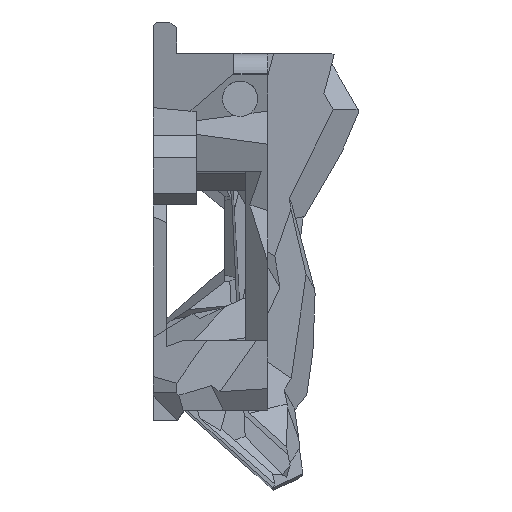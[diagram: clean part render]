
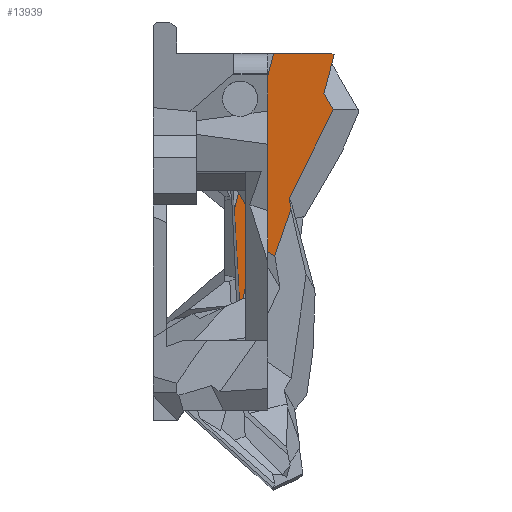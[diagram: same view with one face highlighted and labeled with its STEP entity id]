
A CAD part, left-side view. The second image highlights one B-rep face of the part: STEP entity #13939.
In plain terms, the highlighted planar face has unit normal (-0.997, 0.052, -0.056).
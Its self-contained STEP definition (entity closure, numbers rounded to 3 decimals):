
#257 = EDGE_CURVE ( 'NONE', #5723, #12113, #4923, .T. ) ;
#340 = VECTOR ( 'NONE', #8797, 1000. ) ;
#347 = LINE ( 'NONE', #15123, #13189 ) ;
#482 = LINE ( 'NONE', #1600, #12838 ) ;
#507 = DIRECTION ( 'NONE',  ( 0.022, -0.502, -0.865 ) ) ;
#623 = CARTESIAN_POINT ( 'NONE',  ( 25.02, -8.507, 61.327 ) ) ;
#758 = FACE_OUTER_BOUND ( 'NONE', #12572, .T. ) ;
#1106 = CARTESIAN_POINT ( 'NONE',  ( 26.64, 0.783, 41.095 ) ) ;
#1237 = ORIENTED_EDGE ( 'NONE', *, *, #2486, .F. ) ;
#1387 = VERTEX_POINT ( 'NONE', #12661 ) ;
#1423 = CARTESIAN_POINT ( 'NONE',  ( 25.026, -8.2, 61.5 ) ) ;
#1500 = VECTOR ( 'NONE', #1960, 1000. ) ;
#1600 = CARTESIAN_POINT ( 'NONE',  ( 27.635, 3.338, 25.731 ) ) ;
#1647 = DIRECTION ( 'NONE',  ( 0.07, 0.326, -0.943 ) ) ;
#1795 = CARTESIAN_POINT ( 'NONE',  ( 26.854, -0.924, 35.684 ) ) ;
#1960 = DIRECTION ( 'NONE',  ( 0.073, 0.444, -0.893 ) ) ;
#1961 = DIRECTION ( 'NONE',  ( 0.018, 0.871, 0.49 ) ) ;
#2220 = LINE ( 'NONE', #1106, #14669 ) ;
#2486 = EDGE_CURVE ( 'NONE', #1387, #16564, #7177, .T. ) ;
#2905 = EDGE_CURVE ( 'NONE', #14925, #5723, #482, .T. ) ;
#2965 = CARTESIAN_POINT ( 'NONE',  ( 26.346, -2.78, 43.009 ) ) ;
#3181 = LINE ( 'NONE', #4400, #7157 ) ;
#3519 = LINE ( 'NONE', #7679, #340 ) ;
#3780 = ORIENTED_EDGE ( 'NONE', *, *, #5067, .T. ) ;
#4258 = LINE ( 'NONE', #10559, #5240 ) ;
#4400 = CARTESIAN_POINT ( 'NONE',  ( 25.358, -6.998, 56.699 ) ) ;
#4664 = CARTESIAN_POINT ( 'NONE',  ( 24.901, -14.261, 58.09 ) ) ;
#4793 = DIRECTION ( 'NONE',  ( 0.048, -0.143, -0.989 ) ) ;
#4843 = DIRECTION ( 'NONE',  ( 0., -0.731, -0.682 ) ) ;
#4923 = LINE ( 'NONE', #6396, #13309 ) ;
#5004 = CARTESIAN_POINT ( 'NONE',  ( 25.873, -3.598, 50.688 ) ) ;
#5067 = EDGE_CURVE ( 'NONE', #7149, #13757, #347, .T. ) ;
#5187 = ORIENTED_EDGE ( 'NONE', *, *, #9162, .F. ) ;
#5227 = CARTESIAN_POINT ( 'NONE',  ( 26.91, 1.647, 37.089 ) ) ;
#5240 = VECTOR ( 'NONE', #1647, 1000. ) ;
#5484 = ORIENTED_EDGE ( 'NONE', *, *, #13764, .T. ) ;
#5723 = VERTEX_POINT ( 'NONE', #15646 ) ;
#5734 = ORIENTED_EDGE ( 'NONE', *, *, #2905, .F. ) ;
#6055 = PLANE ( 'NONE',  #12475 ) ;
#6308 = DIRECTION ( 'NONE',  ( 0.997, -0.052, 0.056 ) ) ;
#6375 = VECTOR ( 'NONE', #12725, 1000. ) ;
#6396 = CARTESIAN_POINT ( 'NONE',  ( 25.802, 0.643, 55.908 ) ) ;
#6582 = CARTESIAN_POINT ( 'NONE',  ( 26.413, -2.979, 41.635 ) ) ;
#6901 = DIRECTION ( 'NONE',  ( -0.053, 0.057, 0.997 ) ) ;
#7149 = VERTEX_POINT ( 'NONE', #5227 ) ;
#7157 = VECTOR ( 'NONE', #507, 1000. ) ;
#7177 = LINE ( 'NONE', #10876, #1500 ) ;
#7507 = EDGE_CURVE ( 'NONE', #10329, #1387, #3181, .T. ) ;
#7513 = DIRECTION ( 'NONE',  ( 0.066, 0.21, -0.975 ) ) ;
#7623 = ORIENTED_EDGE ( 'NONE', *, *, #13258, .F. ) ;
#7679 = CARTESIAN_POINT ( 'NONE',  ( 25.25, -3.924, 61.5 ) ) ;
#8023 = EDGE_CURVE ( 'NONE', #15484, #13757, #4258, .T. ) ;
#8797 = DIRECTION ( 'NONE',  ( -0.052, -0.999, 0. ) ) ;
#8896 = VECTOR ( 'NONE', #1961, 1000. ) ;
#9162 = EDGE_CURVE ( 'NONE', #16283, #10329, #10224, .T. ) ;
#9223 = CARTESIAN_POINT ( 'NONE',  ( 25.415, -0.765, 61.5 ) ) ;
#9418 = VERTEX_POINT ( 'NONE', #1423 ) ;
#9869 = LINE ( 'NONE', #15150, #15208 ) ;
#10091 = EDGE_CURVE ( 'NONE', #16564, #15484, #9869, .T. ) ;
#10217 = CARTESIAN_POINT ( 'NONE',  ( 27.487, 3.497, 28.515 ) ) ;
#10224 = LINE ( 'NONE', #13942, #6375 ) ;
#10329 = VERTEX_POINT ( 'NONE', #14713 ) ;
#10479 = ORIENTED_EDGE ( 'NONE', *, *, #257, .F. ) ;
#10559 = CARTESIAN_POINT ( 'NONE',  ( 26.431, -2.894, 41.387 ) ) ;
#10876 = CARTESIAN_POINT ( 'NONE',  ( 25.515, -7.812, 53.14 ) ) ;
#12113 = VERTEX_POINT ( 'NONE', #9223 ) ;
#12475 = AXIS2_PLACEMENT_3D ( 'NONE', #5004, #6308, #4843 ) ;
#12515 = LINE ( 'NONE', #4664, #8896 ) ;
#12572 = EDGE_LOOP ( 'NONE', ( #10479, #5734, #7623, #3780, #13253, #15763, #1237, #14012, #5187, #5484, #16668 ) ) ;
#12661 = CARTESIAN_POINT ( 'NONE',  ( 25.42, -8.389, 54.301 ) ) ;
#12685 = DIRECTION ( 'NONE',  ( -0.067, -0.244, 0.968 ) ) ;
#12725 = DIRECTION ( 'NONE',  ( 0.068, 0.258, -0.964 ) ) ;
#12838 = VECTOR ( 'NONE', #6901, 1000. ) ;
#13189 = VECTOR ( 'NONE', #14775, 1000. ) ;
#13253 = ORIENTED_EDGE ( 'NONE', *, *, #8023, .F. ) ;
#13258 = EDGE_CURVE ( 'NONE', #7149, #14925, #2220, .T. ) ;
#13309 = VECTOR ( 'NONE', #12685, 1000. ) ;
#13757 = VERTEX_POINT ( 'NONE', #1795 ) ;
#13764 = EDGE_CURVE ( 'NONE', #16283, #9418, #12515, .T. ) ;
#13939 = ADVANCED_FACE ( 'NONE', ( #758 ), #6055, .F. ) ;
#13942 = CARTESIAN_POINT ( 'NONE',  ( 25.152, -8.001, 59.438 ) ) ;
#13953 = EDGE_CURVE ( 'NONE', #12113, #9418, #3519, .T. ) ;
#14012 = ORIENTED_EDGE ( 'NONE', *, *, #7507, .F. ) ;
#14669 = VECTOR ( 'NONE', #7513, 1000. ) ;
#14713 = CARTESIAN_POINT ( 'NONE',  ( 25.366, -7.182, 56.382 ) ) ;
#14775 = DIRECTION ( 'NONE',  ( -0.019, -0.877, -0.48 ) ) ;
#14925 = VERTEX_POINT ( 'NONE', #10217 ) ;
#15123 = CARTESIAN_POINT ( 'NONE',  ( 26.874, -0.029, 36.173 ) ) ;
#15150 = CARTESIAN_POINT ( 'NONE',  ( 25.718, -0.901, 55.972 ) ) ;
#15208 = VECTOR ( 'NONE', #4793, 1000. ) ;
#15484 = VERTEX_POINT ( 'NONE', #6582 ) ;
#15646 = CARTESIAN_POINT ( 'NONE',  ( 26.792, 4.243, 41.61 ) ) ;
#15763 = ORIENTED_EDGE ( 'NONE', *, *, #10091, .F. ) ;
#16283 = VERTEX_POINT ( 'NONE', #623 ) ;
#16564 = VERTEX_POINT ( 'NONE', #2965 ) ;
#16668 = ORIENTED_EDGE ( 'NONE', *, *, #13953, .F. ) ;
